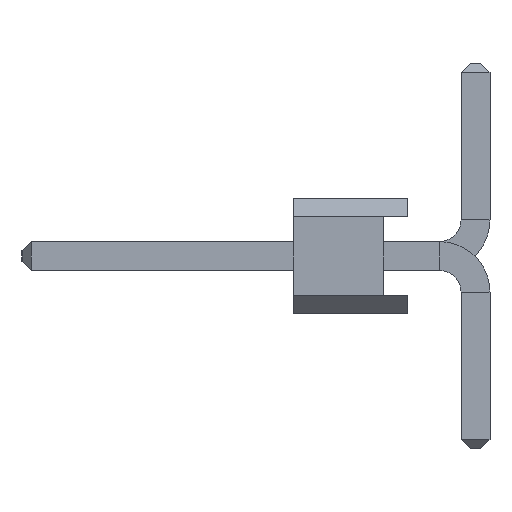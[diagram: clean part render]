
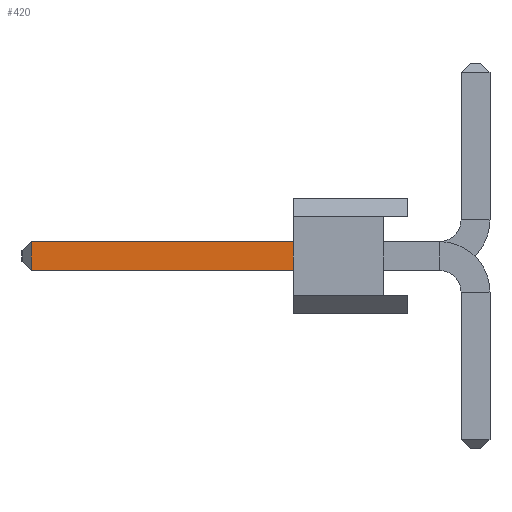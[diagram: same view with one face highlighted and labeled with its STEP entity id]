
A CAD part, left-side view. The second image highlights one B-rep face of the part: STEP entity #420.
In plain terms, the highlighted planar face has unit normal (-1, 0, 0).
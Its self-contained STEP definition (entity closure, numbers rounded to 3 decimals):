
#96 = VERTEX_POINT ( 'NONE', #485 ) ;
#165 = ORIENTED_EDGE ( 'NONE', *, *, #904, .F. ) ;
#272 = DIRECTION ( 'NONE',  ( 0., 0., -1. ) ) ;
#363 = DIRECTION ( 'NONE',  ( 0., 1., 0. ) ) ;
#372 = LINE ( 'NONE', #1383, #523 ) ;
#420 = ADVANCED_FACE ( 'NONE', ( #1309 ), #984, .T. ) ;
#437 = VERTEX_POINT ( 'NONE', #1006 ) ;
#485 = CARTESIAN_POINT ( 'NONE',  ( -0.32, 2.54, 0.32 ) ) ;
#523 = VECTOR ( 'NONE', #1365, 1000. ) ;
#644 = ORIENTED_EDGE ( 'NONE', *, *, #1241, .F. ) ;
#725 = CARTESIAN_POINT ( 'NONE',  ( -0.32, -0.7, -0.32 ) ) ;
#747 = LINE ( 'NONE', #725, #1643 ) ;
#750 = EDGE_LOOP ( 'NONE', ( #1559, #1421, #644, #165 ) ) ;
#780 = EDGE_CURVE ( 'NONE', #96, #1646, #1306, .T. ) ;
#809 = CARTESIAN_POINT ( 'NONE',  ( -0.32, 8.34, 0.32 ) ) ;
#850 = DIRECTION ( 'NONE',  ( 0., 1., 0. ) ) ;
#867 = EDGE_CURVE ( 'NONE', #1646, #1793, #372, .T. ) ;
#904 = EDGE_CURVE ( 'NONE', #96, #437, #1605, .T. ) ;
#984 = PLANE ( 'NONE',  #1561 ) ;
#1006 = CARTESIAN_POINT ( 'NONE',  ( -0.32, 2.54, -0.32 ) ) ;
#1115 = DIRECTION ( 'NONE',  ( -1., 0., 0. ) ) ;
#1148 = VECTOR ( 'NONE', #363, 1000. ) ;
#1177 = CARTESIAN_POINT ( 'NONE',  ( -0.32, 8.34, -0.32 ) ) ;
#1209 = CARTESIAN_POINT ( 'NONE',  ( -0.32, -0.7, 0.32 ) ) ;
#1232 = VECTOR ( 'NONE', #272, 1000. ) ;
#1241 = EDGE_CURVE ( 'NONE', #437, #1793, #747, .T. ) ;
#1256 = DIRECTION ( 'NONE',  ( 0., 0., 1. ) ) ;
#1306 = LINE ( 'NONE', #1209, #1148 ) ;
#1309 = FACE_OUTER_BOUND ( 'NONE', #750, .T. ) ;
#1365 = DIRECTION ( 'NONE',  ( 0., 0., -1. ) ) ;
#1383 = CARTESIAN_POINT ( 'NONE',  ( -0.32, 8.34, -0.32 ) ) ;
#1421 = ORIENTED_EDGE ( 'NONE', *, *, #867, .T. ) ;
#1559 = ORIENTED_EDGE ( 'NONE', *, *, #780, .T. ) ;
#1561 = AXIS2_PLACEMENT_3D ( 'NONE', #1678, #1115, #1256 ) ;
#1605 = LINE ( 'NONE', #1645, #1232 ) ;
#1643 = VECTOR ( 'NONE', #850, 1000. ) ;
#1645 = CARTESIAN_POINT ( 'NONE',  ( -0.32, 2.54, 0. ) ) ;
#1646 = VERTEX_POINT ( 'NONE', #809 ) ;
#1678 = CARTESIAN_POINT ( 'NONE',  ( -0.32, -0.7, -0.32 ) ) ;
#1793 = VERTEX_POINT ( 'NONE', #1177 ) ;
